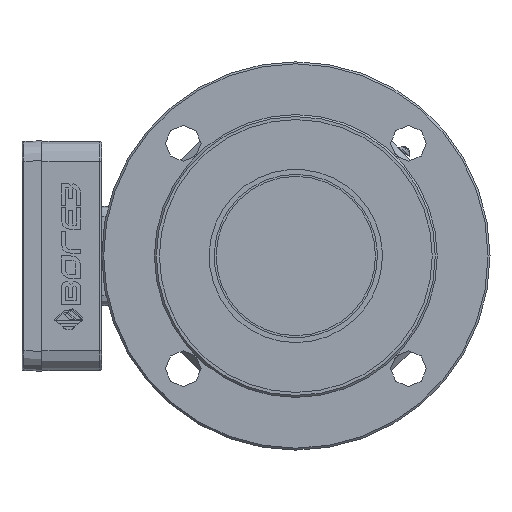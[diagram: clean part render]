
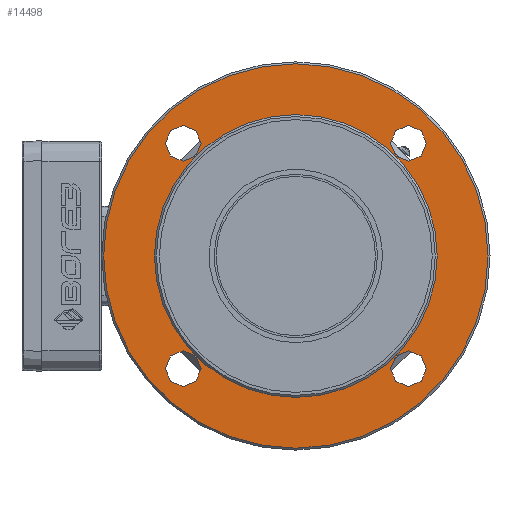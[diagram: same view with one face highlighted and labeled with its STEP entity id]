
A CAD part, left-side view. The second image highlights one B-rep face of the part: STEP entity #14498.
In plain terms, the highlighted planar face has unit normal (-1, 0, 0).
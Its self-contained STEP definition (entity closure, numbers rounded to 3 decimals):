
#120=FACE_BOUND('',#2179,.T.);
#121=FACE_BOUND('',#2180,.T.);
#122=FACE_BOUND('',#2181,.T.);
#123=FACE_BOUND('',#2182,.T.);
#124=FACE_BOUND('',#2183,.T.);
#125=FACE_BOUND('',#2184,.T.);
#126=FACE_BOUND('',#2185,.T.);
#127=FACE_BOUND('',#2186,.T.);
#128=FACE_BOUND('',#2187,.T.);
#129=FACE_BOUND('',#2188,.T.);
#130=FACE_BOUND('',#2189,.T.);
#131=FACE_BOUND('',#2190,.T.);
#132=FACE_BOUND('',#2191,.T.);
#398=CIRCLE('',#15423,9.);
#399=CIRCLE('',#15425,9.);
#400=CIRCLE('',#15427,9.);
#401=CIRCLE('',#15429,9.);
#420=CIRCLE('',#15463,96.5);
#421=CIRCLE('',#15464,3.);
#422=CIRCLE('',#15465,59.5);
#423=CIRCLE('',#15466,3.);
#424=CIRCLE('',#15467,3.);
#425=CIRCLE('',#15468,3.);
#426=CIRCLE('',#15469,3.);
#427=CIRCLE('',#15470,3.);
#428=CIRCLE('',#15471,3.);
#429=CIRCLE('',#15472,3.);
#1283=FACE_OUTER_BOUND('',#2178,.T.);
#2178=EDGE_LOOP('',(#9593));
#2179=EDGE_LOOP('',(#9594));
#2180=EDGE_LOOP('',(#9595));
#2181=EDGE_LOOP('',(#9596));
#2182=EDGE_LOOP('',(#9597));
#2183=EDGE_LOOP('',(#9598));
#2184=EDGE_LOOP('',(#9599));
#2185=EDGE_LOOP('',(#9600));
#2186=EDGE_LOOP('',(#9601));
#2187=EDGE_LOOP('',(#9602));
#2188=EDGE_LOOP('',(#9603));
#2189=EDGE_LOOP('',(#9604));
#2190=EDGE_LOOP('',(#9605));
#2191=EDGE_LOOP('',(#9606));
#5917=VERTEX_POINT('',#22856);
#5918=VERTEX_POINT('',#22859);
#5919=VERTEX_POINT('',#22862);
#5920=VERTEX_POINT('',#22865);
#5935=VERTEX_POINT('',#22918);
#5936=VERTEX_POINT('',#22920);
#5937=VERTEX_POINT('',#22922);
#5938=VERTEX_POINT('',#22924);
#5939=VERTEX_POINT('',#22926);
#5940=VERTEX_POINT('',#22928);
#5941=VERTEX_POINT('',#22930);
#5942=VERTEX_POINT('',#22932);
#5943=VERTEX_POINT('',#22934);
#5944=VERTEX_POINT('',#22936);
#7377=EDGE_CURVE('',#5917,#5917,#398,.F.);
#7378=EDGE_CURVE('',#5918,#5918,#399,.F.);
#7379=EDGE_CURVE('',#5919,#5919,#400,.F.);
#7380=EDGE_CURVE('',#5920,#5920,#401,.F.);
#7403=EDGE_CURVE('',#5935,#5935,#420,.T.);
#7404=EDGE_CURVE('',#5936,#5936,#421,.T.);
#7405=EDGE_CURVE('',#5937,#5937,#422,.T.);
#7406=EDGE_CURVE('',#5938,#5938,#423,.T.);
#7407=EDGE_CURVE('',#5939,#5939,#424,.T.);
#7408=EDGE_CURVE('',#5940,#5940,#425,.T.);
#7409=EDGE_CURVE('',#5941,#5941,#426,.T.);
#7410=EDGE_CURVE('',#5942,#5942,#427,.T.);
#7411=EDGE_CURVE('',#5943,#5943,#428,.T.);
#7412=EDGE_CURVE('',#5944,#5944,#429,.T.);
#9593=ORIENTED_EDGE('',*,*,#7403,.F.);
#9594=ORIENTED_EDGE('',*,*,#7404,.F.);
#9595=ORIENTED_EDGE('',*,*,#7377,.T.);
#9596=ORIENTED_EDGE('',*,*,#7378,.T.);
#9597=ORIENTED_EDGE('',*,*,#7405,.T.);
#9598=ORIENTED_EDGE('',*,*,#7379,.T.);
#9599=ORIENTED_EDGE('',*,*,#7380,.T.);
#9600=ORIENTED_EDGE('',*,*,#7406,.F.);
#9601=ORIENTED_EDGE('',*,*,#7407,.F.);
#9602=ORIENTED_EDGE('',*,*,#7408,.F.);
#9603=ORIENTED_EDGE('',*,*,#7409,.F.);
#9604=ORIENTED_EDGE('',*,*,#7410,.F.);
#9605=ORIENTED_EDGE('',*,*,#7411,.F.);
#9606=ORIENTED_EDGE('',*,*,#7412,.F.);
#13424=PLANE('',#15462);
#14498=ADVANCED_FACE('',(#1283,#120,#121,#122,#123,#124,#125,#126,#127,
#128,#129,#130,#131,#132),#13424,.T.);
#15423=AXIS2_PLACEMENT_3D('',#22857,#17109,#17110);
#15425=AXIS2_PLACEMENT_3D('',#22860,#17113,#17114);
#15427=AXIS2_PLACEMENT_3D('',#22863,#17117,#17118);
#15429=AXIS2_PLACEMENT_3D('',#22866,#17121,#17122);
#15462=AXIS2_PLACEMENT_3D('',#22917,#17191,#17192);
#15463=AXIS2_PLACEMENT_3D('',#22919,#17193,#17194);
#15464=AXIS2_PLACEMENT_3D('',#22921,#17195,#17196);
#15465=AXIS2_PLACEMENT_3D('',#22923,#17197,#17198);
#15466=AXIS2_PLACEMENT_3D('',#22925,#17199,#17200);
#15467=AXIS2_PLACEMENT_3D('',#22927,#17201,#17202);
#15468=AXIS2_PLACEMENT_3D('',#22929,#17203,#17204);
#15469=AXIS2_PLACEMENT_3D('',#22931,#17205,#17206);
#15470=AXIS2_PLACEMENT_3D('',#22933,#17207,#17208);
#15471=AXIS2_PLACEMENT_3D('',#22935,#17209,#17210);
#15472=AXIS2_PLACEMENT_3D('',#22937,#17211,#17212);
#17109=DIRECTION('center_axis',(-1.,0.,0.));
#17110=DIRECTION('ref_axis',(0.,-1.,0.));
#17113=DIRECTION('center_axis',(-1.,0.,0.));
#17114=DIRECTION('ref_axis',(0.,0.,1.));
#17117=DIRECTION('center_axis',(-1.,0.,0.));
#17118=DIRECTION('ref_axis',(0.,1.,0.));
#17121=DIRECTION('center_axis',(-1.,0.,0.));
#17122=DIRECTION('ref_axis',(0.,0.,-1.));
#17191=DIRECTION('center_axis',(-1.,0.,0.));
#17192=DIRECTION('ref_axis',(0.,1.,0.));
#17193=DIRECTION('center_axis',(1.,0.,0.));
#17194=DIRECTION('ref_axis',(0.,1.,0.));
#17195=DIRECTION('center_axis',(-1.,0.,0.));
#17196=DIRECTION('ref_axis',(0.,0.,1.));
#17197=DIRECTION('center_axis',(1.,0.,0.));
#17198=DIRECTION('ref_axis',(0.,1.,0.));
#17199=DIRECTION('center_axis',(-1.,0.,0.));
#17200=DIRECTION('ref_axis',(0.,-0.707,0.707));
#17201=DIRECTION('center_axis',(-1.,0.,0.));
#17202=DIRECTION('ref_axis',(0.,-1.,0.));
#17203=DIRECTION('center_axis',(-1.,0.,0.));
#17204=DIRECTION('ref_axis',(0.,-0.707,-0.707));
#17205=DIRECTION('center_axis',(-1.,0.,0.));
#17206=DIRECTION('ref_axis',(0.,0.,-1.));
#17207=DIRECTION('center_axis',(-1.,0.,0.));
#17208=DIRECTION('ref_axis',(0.,0.707,-0.707));
#17209=DIRECTION('center_axis',(-1.,0.,0.));
#17210=DIRECTION('ref_axis',(0.,1.,0.));
#17211=DIRECTION('center_axis',(-1.,0.,0.));
#17212=DIRECTION('ref_axis',(0.,0.707,0.707));
#22856=CARTESIAN_POINT('',(-107.,47.569,56.569));
#22857=CARTESIAN_POINT('Origin',(-107.,56.569,56.569));
#22859=CARTESIAN_POINT('',(-107.,56.569,-47.569));
#22860=CARTESIAN_POINT('Origin',(-107.,56.569,-56.569));
#22862=CARTESIAN_POINT('',(-107.,-47.569,-56.569));
#22863=CARTESIAN_POINT('Origin',(-107.,-56.569,-56.569));
#22865=CARTESIAN_POINT('',(-107.,-56.569,47.569));
#22866=CARTESIAN_POINT('Origin',(-107.,-56.569,56.569));
#22917=CARTESIAN_POINT('Origin',(-107.,0.,0.));
#22918=CARTESIAN_POINT('',(-107.,96.5,0.));
#22919=CARTESIAN_POINT('Origin',(-107.,0.,0.));
#22920=CARTESIAN_POINT('',(-107.,66.,3.));
#22921=CARTESIAN_POINT('Origin',(-107.,66.,0.));
#22922=CARTESIAN_POINT('',(-107.,59.5,0.));
#22923=CARTESIAN_POINT('Origin',(-107.,0.,0.));
#22924=CARTESIAN_POINT('',(-107.,44.548,48.79));
#22925=CARTESIAN_POINT('Origin',(-107.,46.669,46.669));
#22926=CARTESIAN_POINT('',(-107.,-3.,66.));
#22927=CARTESIAN_POINT('Origin',(-107.,0.,66.));
#22928=CARTESIAN_POINT('',(-107.,-48.79,44.548));
#22929=CARTESIAN_POINT('Origin',(-107.,-46.669,46.669));
#22930=CARTESIAN_POINT('',(-107.,-66.,-3.));
#22931=CARTESIAN_POINT('Origin',(-107.,-66.,0.));
#22932=CARTESIAN_POINT('',(-107.,-44.548,-48.79));
#22933=CARTESIAN_POINT('Origin',(-107.,-46.669,-46.669));
#22934=CARTESIAN_POINT('',(-107.,3.,-66.));
#22935=CARTESIAN_POINT('Origin',(-107.,0.,-66.));
#22936=CARTESIAN_POINT('',(-107.,48.79,-44.548));
#22937=CARTESIAN_POINT('Origin',(-107.,46.669,-46.669));
